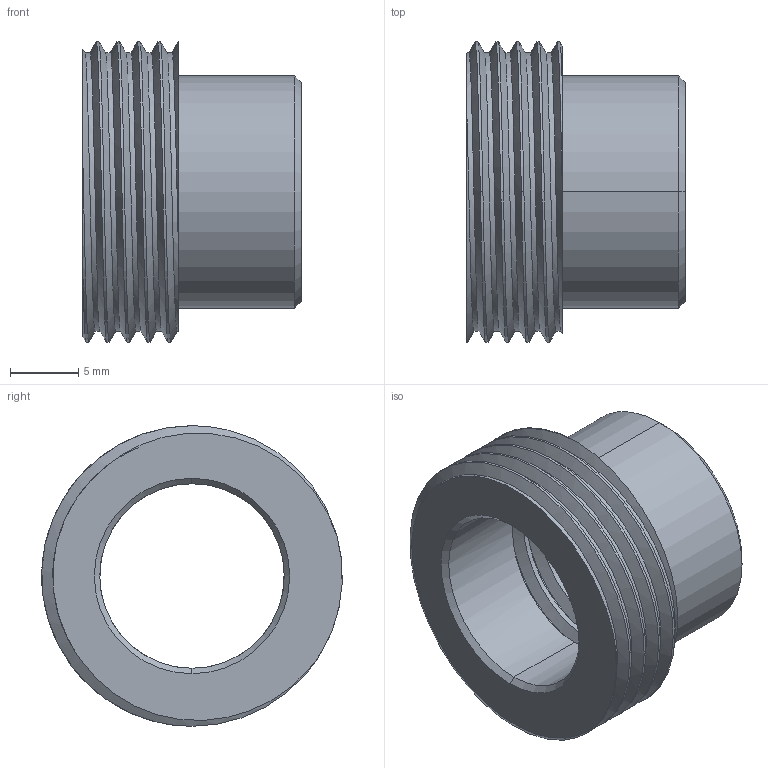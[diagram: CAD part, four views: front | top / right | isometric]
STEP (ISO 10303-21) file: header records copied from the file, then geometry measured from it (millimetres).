
FILE_DESCRIPTION (( 'STEP AP203' ), '1' );
FILE_NAME ('LR-131-G 1-4_17106810.STEP', '2024-09-03T10:09:54', ( '' ), ( '' ), 'SwSTEP 2.0', 'SolidWorks 2024', '' );
FILE_SCHEMA (( 'CONFIG_CONTROL_DESIGN' ));
Length unit declared in the file: millimetre
Products named in the file (1): LR-131-G 1-4_17106810
Bounding box: 16 x 21.98 x 22 mm (x, y, z)
Volume: 2038 mm3; surface area: 2576.2 mm2
Topology: 1 solids, 1 shells, 40 faces, 105 edges, 68 vertices
Faces by surface type: cylinder 26, bspline 6, cone 4, plane 4
Entity records: 3758 total; most frequent: CARTESIAN_POINT 2869, ORIENTED_EDGE 210, DIRECTION 129, EDGE_CURVE 105, VERTEX_POINT 68, AXIS2_PLACEMENT_3D 48, EDGE_LOOP 43, FACE_OUTER_BOUND 40
